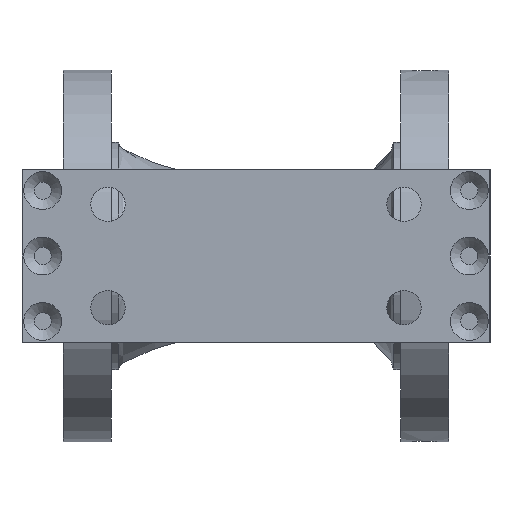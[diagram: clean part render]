
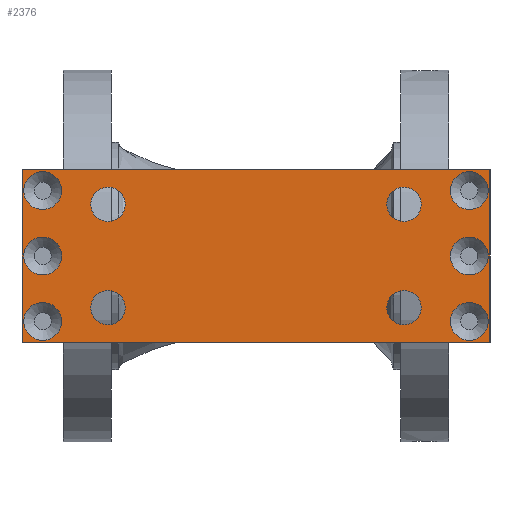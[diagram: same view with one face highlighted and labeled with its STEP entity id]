
A CAD part, left-side view. The second image highlights one B-rep face of the part: STEP entity #2376.
In plain terms, the highlighted planar face has unit normal (-1, 0, 0).
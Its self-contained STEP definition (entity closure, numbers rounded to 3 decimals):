
#95=FACE_BOUND('',#493,.T.);
#96=FACE_BOUND('',#494,.T.);
#97=FACE_BOUND('',#495,.T.);
#98=FACE_BOUND('',#496,.T.);
#99=FACE_BOUND('',#497,.T.);
#100=FACE_BOUND('',#498,.T.);
#101=FACE_BOUND('',#499,.T.);
#102=FACE_BOUND('',#500,.T.);
#103=FACE_BOUND('',#501,.T.);
#104=FACE_BOUND('',#502,.T.);
#179=PLANE('',#2641);
#304=FACE_OUTER_BOUND('',#492,.T.);
#492=EDGE_LOOP('',(#2091,#2092,#2093,#2094));
#493=EDGE_LOOP('',(#2095));
#494=EDGE_LOOP('',(#2096));
#495=EDGE_LOOP('',(#2097));
#496=EDGE_LOOP('',(#2098));
#497=EDGE_LOOP('',(#2099));
#498=EDGE_LOOP('',(#2100));
#499=EDGE_LOOP('',(#2101));
#500=EDGE_LOOP('',(#2102));
#501=EDGE_LOOP('',(#2103));
#502=EDGE_LOOP('',(#2104));
#686=LINE('',#4408,#866);
#687=LINE('',#4410,#867);
#688=LINE('',#4412,#868);
#689=LINE('',#4413,#869);
#866=VECTOR('',#3289,10.);
#867=VECTOR('',#3290,10.);
#868=VECTOR('',#3291,10.);
#869=VECTOR('',#3292,10.);
#997=CIRCLE('',#2639,5.5);
#999=CIRCLE('',#2642,5.5);
#1000=CIRCLE('',#2643,5.5);
#1001=CIRCLE('',#2644,5.5);
#1002=CIRCLE('',#2645,5.);
#1003=CIRCLE('',#2646,5.);
#1004=CIRCLE('',#2647,5.);
#1005=CIRCLE('',#2648,5.);
#1006=CIRCLE('',#2649,5.5);
#1007=CIRCLE('',#2650,5.5);
#1201=VERTEX_POINT('',#4400);
#1203=VERTEX_POINT('',#4406);
#1204=VERTEX_POINT('',#4407);
#1205=VERTEX_POINT('',#4409);
#1206=VERTEX_POINT('',#4411);
#1207=VERTEX_POINT('',#4414);
#1208=VERTEX_POINT('',#4416);
#1209=VERTEX_POINT('',#4418);
#1210=VERTEX_POINT('',#4420);
#1211=VERTEX_POINT('',#4422);
#1212=VERTEX_POINT('',#4424);
#1213=VERTEX_POINT('',#4426);
#1214=VERTEX_POINT('',#4428);
#1215=VERTEX_POINT('',#4430);
#1501=EDGE_CURVE('',#1201,#1201,#997,.T.);
#1504=EDGE_CURVE('',#1203,#1204,#686,.T.);
#1505=EDGE_CURVE('',#1205,#1204,#687,.T.);
#1506=EDGE_CURVE('',#1206,#1205,#688,.T.);
#1507=EDGE_CURVE('',#1203,#1206,#689,.T.);
#1508=EDGE_CURVE('',#1207,#1207,#999,.T.);
#1509=EDGE_CURVE('',#1208,#1208,#1000,.T.);
#1510=EDGE_CURVE('',#1209,#1209,#1001,.T.);
#1511=EDGE_CURVE('',#1210,#1210,#1002,.T.);
#1512=EDGE_CURVE('',#1211,#1211,#1003,.T.);
#1513=EDGE_CURVE('',#1212,#1212,#1004,.T.);
#1514=EDGE_CURVE('',#1213,#1213,#1005,.T.);
#1515=EDGE_CURVE('',#1214,#1214,#1006,.T.);
#1516=EDGE_CURVE('',#1215,#1215,#1007,.T.);
#2091=ORIENTED_EDGE('',*,*,#1504,.T.);
#2092=ORIENTED_EDGE('',*,*,#1505,.F.);
#2093=ORIENTED_EDGE('',*,*,#1506,.F.);
#2094=ORIENTED_EDGE('',*,*,#1507,.F.);
#2095=ORIENTED_EDGE('',*,*,#1508,.F.);
#2096=ORIENTED_EDGE('',*,*,#1509,.F.);
#2097=ORIENTED_EDGE('',*,*,#1510,.F.);
#2098=ORIENTED_EDGE('',*,*,#1511,.T.);
#2099=ORIENTED_EDGE('',*,*,#1512,.T.);
#2100=ORIENTED_EDGE('',*,*,#1513,.T.);
#2101=ORIENTED_EDGE('',*,*,#1514,.T.);
#2102=ORIENTED_EDGE('',*,*,#1515,.F.);
#2103=ORIENTED_EDGE('',*,*,#1516,.F.);
#2104=ORIENTED_EDGE('',*,*,#1501,.F.);
#2376=ADVANCED_FACE('',(#304,#95,#96,#97,#98,#99,#100,#101,#102,#103,#104),
#179,.T.);
#2639=AXIS2_PLACEMENT_3D('',#4401,#3282,#3283);
#2641=AXIS2_PLACEMENT_3D('',#4405,#3287,#3288);
#2642=AXIS2_PLACEMENT_3D('',#4415,#3293,#3294);
#2643=AXIS2_PLACEMENT_3D('',#4417,#3295,#3296);
#2644=AXIS2_PLACEMENT_3D('',#4419,#3297,#3298);
#2645=AXIS2_PLACEMENT_3D('',#4421,#3299,#3300);
#2646=AXIS2_PLACEMENT_3D('',#4423,#3301,#3302);
#2647=AXIS2_PLACEMENT_3D('',#4425,#3303,#3304);
#2648=AXIS2_PLACEMENT_3D('',#4427,#3305,#3306);
#2649=AXIS2_PLACEMENT_3D('',#4429,#3307,#3308);
#2650=AXIS2_PLACEMENT_3D('',#4431,#3309,#3310);
#3282=DIRECTION('center_axis',(-1.,0.,0.));
#3283=DIRECTION('ref_axis',(0.,0.,-1.));
#3287=DIRECTION('center_axis',(-1.,0.,0.));
#3288=DIRECTION('ref_axis',(0.,0.,1.));
#3289=DIRECTION('',(0.,1.,0.));
#3290=DIRECTION('',(0.,0.,1.));
#3291=DIRECTION('',(0.,1.,0.));
#3292=DIRECTION('',(0.,0.,-1.));
#3293=DIRECTION('center_axis',(-1.,0.,0.));
#3294=DIRECTION('ref_axis',(0.,0.,-1.));
#3295=DIRECTION('center_axis',(-1.,0.,0.));
#3296=DIRECTION('ref_axis',(0.,0.,-1.));
#3297=DIRECTION('center_axis',(-1.,0.,0.));
#3298=DIRECTION('ref_axis',(0.,0.,-1.));
#3299=DIRECTION('center_axis',(1.,0.,0.));
#3300=DIRECTION('ref_axis',(0.,0.,1.));
#3301=DIRECTION('center_axis',(1.,0.,0.));
#3302=DIRECTION('ref_axis',(0.,0.,1.));
#3303=DIRECTION('center_axis',(1.,0.,0.));
#3304=DIRECTION('ref_axis',(0.,0.,1.));
#3305=DIRECTION('center_axis',(1.,0.,0.));
#3306=DIRECTION('ref_axis',(0.,0.,1.));
#3307=DIRECTION('center_axis',(-1.,0.,0.));
#3308=DIRECTION('ref_axis',(0.,0.,-1.));
#3309=DIRECTION('center_axis',(-1.,0.,0.));
#3310=DIRECTION('ref_axis',(0.,0.,-1.));
#4400=CARTESIAN_POINT('',(-92.,-22.,24.5));
#4401=CARTESIAN_POINT('Origin',(-92.,-22.,19.));
#4405=CARTESIAN_POINT('Origin',(-92.,96.,-25.));
#4406=CARTESIAN_POINT('',(-92.,-28.,25.));
#4407=CARTESIAN_POINT('',(-92.,108.,25.));
#4408=CARTESIAN_POINT('',(-92.,96.,25.));
#4409=CARTESIAN_POINT('',(-92.,108.,-25.));
#4410=CARTESIAN_POINT('',(-92.,108.,25.));
#4411=CARTESIAN_POINT('',(-92.,-28.,-25.));
#4412=CARTESIAN_POINT('',(-92.,96.,-25.));
#4413=CARTESIAN_POINT('',(-92.,-28.,25.));
#4414=CARTESIAN_POINT('',(-92.,-22.,5.5));
#4415=CARTESIAN_POINT('Origin',(-92.,-22.,0.));
#4416=CARTESIAN_POINT('',(-92.,102.,24.5));
#4417=CARTESIAN_POINT('Origin',(-92.,102.,19.));
#4418=CARTESIAN_POINT('',(-92.,102.,-13.5));
#4419=CARTESIAN_POINT('Origin',(-92.,102.,-19.));
#4420=CARTESIAN_POINT('',(-92.,-3.,10.));
#4421=CARTESIAN_POINT('Origin',(-92.,-3.,15.));
#4422=CARTESIAN_POINT('',(-92.,83.,10.));
#4423=CARTESIAN_POINT('Origin',(-92.,83.,15.));
#4424=CARTESIAN_POINT('',(-92.,-3.,-20.));
#4425=CARTESIAN_POINT('Origin',(-92.,-3.,-15.));
#4426=CARTESIAN_POINT('',(-92.,83.,-20.));
#4427=CARTESIAN_POINT('Origin',(-92.,83.,-15.));
#4428=CARTESIAN_POINT('',(-92.,102.,5.5));
#4429=CARTESIAN_POINT('Origin',(-92.,102.,0.));
#4430=CARTESIAN_POINT('',(-92.,-22.,-13.5));
#4431=CARTESIAN_POINT('Origin',(-92.,-22.,-19.));
